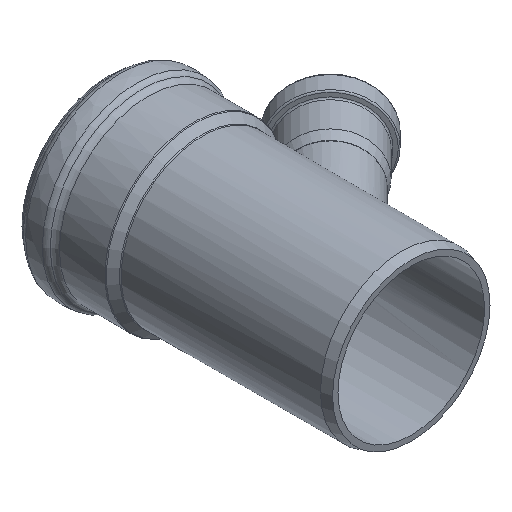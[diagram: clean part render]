
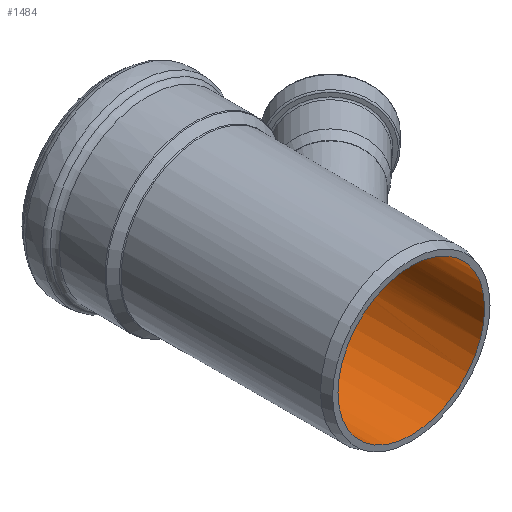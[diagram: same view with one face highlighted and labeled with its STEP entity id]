
A CAD part, isometric view. The second image highlights one B-rep face of the part: STEP entity #1484.
In plain terms, the highlighted cylindrical face has radius 49.75 mm (diameter 99.5 mm), a full revolution.
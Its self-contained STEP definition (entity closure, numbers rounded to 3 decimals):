
#47=B_SPLINE_CURVE_WITH_KNOTS('',3,(#2397,#2398,#2399,#2400,#2401,#2402,
#2403,#2404,#2405,#2406,#2407,#2408,#2409,#2410,#2411,#2412,#2413,#2414,
#2415,#2416,#2417,#2418,#2419,#2420,#2421,#2422,#2423,#2424),
 .UNSPECIFIED.,.F.,.F.,(4,2,2,2,2,2,2,2,2,2,2,2,2,4),(3.926,
4.355,4.785,5.214,5.644,6.196,
6.748,7.3,7.852,9.322,10.791,
11.704,12.16,12.616),.UNSPECIFIED.);
#48=B_SPLINE_CURVE_WITH_KNOTS('',3,(#2431,#2432,#2433,#2434,#2435,#2436,
#2437,#2438,#2439,#2440,#2441,#2442,#2443,#2444,#2445,#2446,#2447,#2448),
 .UNSPECIFIED.,.F.,.F.,(4,2,2,2,2,2,2,2,4),(0.,0.552,1.104,
1.656,2.208,2.637,3.067,3.496,
3.926),.UNSPECIFIED.);
#49=B_SPLINE_CURVE_WITH_KNOTS('',3,(#2449,#2450,#2451,#2452,#2453,#2454,
#2455,#2456,#2457,#2458,#2459,#2460),.UNSPECIFIED.,.F.,.F.,(4,2,2,2,2,4),
(12.616,13.072,13.528,14.44,15.91,
17.38),.UNSPECIFIED.);
#109=LINE('',#2395,#140);
#110=LINE('',#2426,#141);
#140=VECTOR('',#1906,49.75);
#141=VECTOR('',#1907,49.75);
#168=CYLINDRICAL_SURFACE('',#1617,49.75);
#191=FACE_OUTER_BOUND('',#268,.T.);
#268=EDGE_LOOP('',(#1015,#1016,#1017,#1018,#1019,#1020,#1021,#1022,#1023,
#1024,#1025,#1026));
#372=CIRCLE('',#1613,49.75);
#374=CIRCLE('',#1615,49.75);
#375=CIRCLE('',#1616,49.75);
#376=CIRCLE('',#1618,49.75);
#377=CIRCLE('',#1619,49.75);
#542=VERTEX_POINT('',#2386);
#543=VERTEX_POINT('',#2387);
#544=VERTEX_POINT('',#2390);
#545=VERTEX_POINT('',#2394);
#546=VERTEX_POINT('',#2396);
#547=VERTEX_POINT('',#2425);
#548=VERTEX_POINT('',#2427);
#549=VERTEX_POINT('',#2430);
#728=EDGE_CURVE('',#542,#543,#372,.T.);
#730=EDGE_CURVE('',#543,#544,#374,.T.);
#731=EDGE_CURVE('',#544,#542,#375,.T.);
#732=EDGE_CURVE('',#544,#545,#109,.T.);
#733=EDGE_CURVE('',#546,#545,#47,.T.);
#734=EDGE_CURVE('',#546,#547,#110,.T.);
#735=EDGE_CURVE('',#548,#547,#376,.T.);
#736=EDGE_CURVE('',#547,#548,#377,.T.);
#737=EDGE_CURVE('',#549,#546,#48,.T.);
#738=EDGE_CURVE('',#545,#549,#49,.T.);
#1015=ORIENTED_EDGE('',*,*,#728,.F.);
#1016=ORIENTED_EDGE('',*,*,#731,.F.);
#1017=ORIENTED_EDGE('',*,*,#732,.T.);
#1018=ORIENTED_EDGE('',*,*,#733,.F.);
#1019=ORIENTED_EDGE('',*,*,#734,.T.);
#1020=ORIENTED_EDGE('',*,*,#735,.F.);
#1021=ORIENTED_EDGE('',*,*,#736,.F.);
#1022=ORIENTED_EDGE('',*,*,#734,.F.);
#1023=ORIENTED_EDGE('',*,*,#737,.F.);
#1024=ORIENTED_EDGE('',*,*,#738,.F.);
#1025=ORIENTED_EDGE('',*,*,#732,.F.);
#1026=ORIENTED_EDGE('',*,*,#730,.F.);
#1484=ADVANCED_FACE('',(#191),#168,.F.);
#1613=AXIS2_PLACEMENT_3D('',#2388,#1896,#1897);
#1615=AXIS2_PLACEMENT_3D('',#2391,#1900,#1901);
#1616=AXIS2_PLACEMENT_3D('',#2392,#1902,#1903);
#1617=AXIS2_PLACEMENT_3D('',#2393,#1904,#1905);
#1618=AXIS2_PLACEMENT_3D('',#2428,#1908,#1909);
#1619=AXIS2_PLACEMENT_3D('',#2429,#1910,#1911);
#1896=DIRECTION('center_axis',(0.,-1.,0.));
#1897=DIRECTION('ref_axis',(1.,0.,0.));
#1900=DIRECTION('center_axis',(0.,-1.,0.));
#1901=DIRECTION('ref_axis',(1.,0.,0.));
#1902=DIRECTION('center_axis',(0.,-1.,0.));
#1903=DIRECTION('ref_axis',(1.,0.,0.));
#1904=DIRECTION('center_axis',(0.,1.,0.));
#1905=DIRECTION('ref_axis',(-1.,0.,0.));
#1906=DIRECTION('',(0.,-1.,0.));
#1907=DIRECTION('',(0.,-1.,0.));
#1908=DIRECTION('center_axis',(0.,1.,0.));
#1909=DIRECTION('ref_axis',(1.,0.,0.));
#1910=DIRECTION('center_axis',(0.,1.,0.));
#1911=DIRECTION('ref_axis',(1.,0.,0.));
#2386=CARTESIAN_POINT('',(-49.75,143.886,0.));
#2387=CARTESIAN_POINT('',(0.,143.886,-49.75));
#2388=CARTESIAN_POINT('Origin',(0.,143.886,
0.));
#2390=CARTESIAN_POINT('',(49.75,143.886,0.));
#2391=CARTESIAN_POINT('Origin',(0.,143.886,
0.));
#2392=CARTESIAN_POINT('Origin',(0.,143.886,
0.));
#2393=CARTESIAN_POINT('Origin',(0.,72.15,0.));
#2394=CARTESIAN_POINT('',(49.75,137.701,0.));
#2395=CARTESIAN_POINT('',(49.75,72.15,0.));
#2396=CARTESIAN_POINT('',(49.75,71.799,0.));
#2397=CARTESIAN_POINT('Ctrl Pts',(49.75,71.799,0.));
#2398=CARTESIAN_POINT('Ctrl Pts',(49.75,71.799,1.432));
#2399=CARTESIAN_POINT('Ctrl Pts',(49.687,71.925,2.911));
#2400=CARTESIAN_POINT('Ctrl Pts',(49.427,72.46,5.847));
#2401=CARTESIAN_POINT('Ctrl Pts',(49.231,72.869,7.304));
#2402=CARTESIAN_POINT('Ctrl Pts',(48.737,73.959,10.09));
#2403=CARTESIAN_POINT('Ctrl Pts',(48.438,74.643,11.421));
#2404=CARTESIAN_POINT('Ctrl Pts',(47.793,76.239,13.873));
#2405=CARTESIAN_POINT('Ctrl Pts',(47.449,77.152,14.993));
#2406=CARTESIAN_POINT('Ctrl Pts',(46.683,79.394,17.249));
#2407=CARTESIAN_POINT('Ctrl Pts',(46.242,80.846,18.38));
#2408=CARTESIAN_POINT('Ctrl Pts',(45.439,84.047,20.284));
#2409=CARTESIAN_POINT('Ctrl Pts',(45.078,85.796,21.059));
#2410=CARTESIAN_POINT('Ctrl Pts',(44.503,89.453,22.248));
#2411=CARTESIAN_POINT('Ctrl Pts',(44.289,91.365,22.664));
#2412=CARTESIAN_POINT('Ctrl Pts',(44.016,95.197,23.19));
#2413=CARTESIAN_POINT('Ctrl Pts',(43.956,97.117,23.3));
#2414=CARTESIAN_POINT('Ctrl Pts',(43.956,103.856,23.3));
#2415=CARTESIAN_POINT('Ctrl Pts',(44.389,109.106,22.522));
#2416=CARTESIAN_POINT('Ctrl Pts',(45.744,119.148,19.623));
#2417=CARTESIAN_POINT('Ctrl Pts',(46.652,123.945,17.513));
#2418=CARTESIAN_POINT('Ctrl Pts',(48.02,130.42,13.125));
#2419=CARTESIAN_POINT('Ctrl Pts',(48.591,132.906,10.978));
#2420=CARTESIAN_POINT('Ctrl Pts',(49.243,135.64,7.2));
#2421=CARTESIAN_POINT('Ctrl Pts',(49.426,136.388,5.847));
#2422=CARTESIAN_POINT('Ctrl Pts',(49.679,137.419,3.008));
#2423=CARTESIAN_POINT('Ctrl Pts',(49.75,137.701,1.52));
#2424=CARTESIAN_POINT('Ctrl Pts',(49.75,137.701,0.));
#2425=CARTESIAN_POINT('',(49.75,0.,0.));
#2426=CARTESIAN_POINT('',(49.75,72.15,0.));
#2427=CARTESIAN_POINT('',(-49.75,0.,0.));
#2428=CARTESIAN_POINT('Origin',(0.,0.,
0.));
#2429=CARTESIAN_POINT('Origin',(0.,0.,
0.));
#2430=CARTESIAN_POINT('',(43.956,98.956,-23.3));
#2431=CARTESIAN_POINT('Ctrl Pts',(43.956,98.956,-23.3));
#2432=CARTESIAN_POINT('Ctrl Pts',(43.956,97.117,-23.3));
#2433=CARTESIAN_POINT('Ctrl Pts',(44.016,95.197,-23.19));
#2434=CARTESIAN_POINT('Ctrl Pts',(44.289,91.365,-22.664));
#2435=CARTESIAN_POINT('Ctrl Pts',(44.503,89.453,-22.248));
#2436=CARTESIAN_POINT('Ctrl Pts',(45.078,85.796,-21.059));
#2437=CARTESIAN_POINT('Ctrl Pts',(45.439,84.047,-20.284));
#2438=CARTESIAN_POINT('Ctrl Pts',(46.242,80.846,-18.38));
#2439=CARTESIAN_POINT('Ctrl Pts',(46.683,79.394,-17.249));
#2440=CARTESIAN_POINT('Ctrl Pts',(47.449,77.152,-14.993));
#2441=CARTESIAN_POINT('Ctrl Pts',(47.793,76.239,-13.873));
#2442=CARTESIAN_POINT('Ctrl Pts',(48.438,74.643,-11.421));
#2443=CARTESIAN_POINT('Ctrl Pts',(48.737,73.959,-10.09));
#2444=CARTESIAN_POINT('Ctrl Pts',(49.231,72.869,-7.304));
#2445=CARTESIAN_POINT('Ctrl Pts',(49.427,72.46,-5.847));
#2446=CARTESIAN_POINT('Ctrl Pts',(49.687,71.925,-2.911));
#2447=CARTESIAN_POINT('Ctrl Pts',(49.75,71.799,-1.432));
#2448=CARTESIAN_POINT('Ctrl Pts',(49.75,71.799,0.));
#2449=CARTESIAN_POINT('Ctrl Pts',(49.75,137.701,0.));
#2450=CARTESIAN_POINT('Ctrl Pts',(49.75,137.701,-1.52));
#2451=CARTESIAN_POINT('Ctrl Pts',(49.679,137.419,-3.008));
#2452=CARTESIAN_POINT('Ctrl Pts',(49.426,136.388,-5.847));
#2453=CARTESIAN_POINT('Ctrl Pts',(49.243,135.64,-7.2));
#2454=CARTESIAN_POINT('Ctrl Pts',(48.591,132.906,-10.978));
#2455=CARTESIAN_POINT('Ctrl Pts',(48.02,130.42,-13.125));
#2456=CARTESIAN_POINT('Ctrl Pts',(46.652,123.945,-17.513));
#2457=CARTESIAN_POINT('Ctrl Pts',(45.744,119.148,-19.623));
#2458=CARTESIAN_POINT('Ctrl Pts',(44.389,109.106,-22.522));
#2459=CARTESIAN_POINT('Ctrl Pts',(43.956,103.856,-23.3));
#2460=CARTESIAN_POINT('Ctrl Pts',(43.956,98.956,-23.3));
